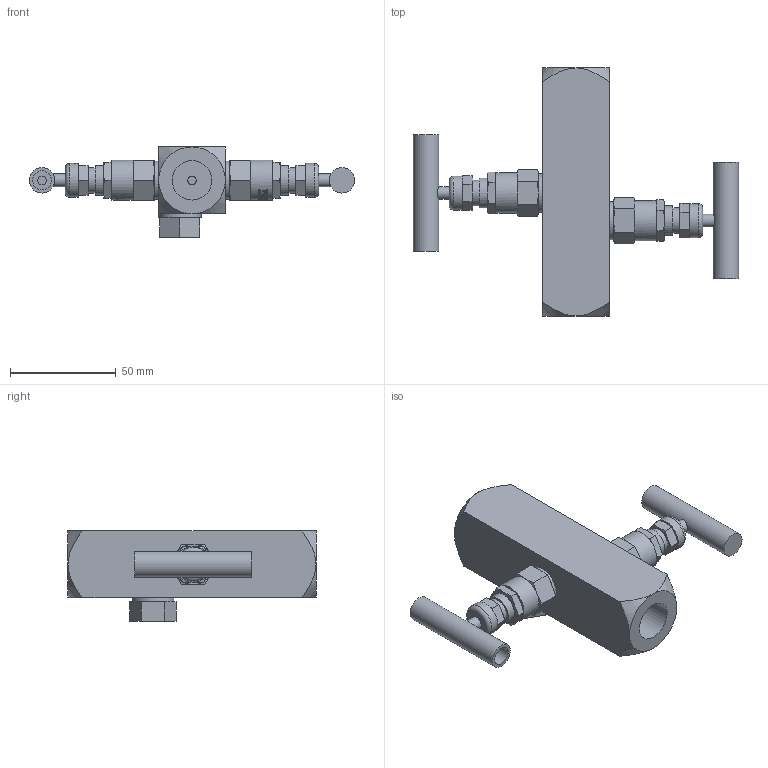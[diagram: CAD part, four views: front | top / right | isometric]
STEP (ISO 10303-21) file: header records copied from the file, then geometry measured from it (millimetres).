
FILE_DESCRIPTION(/* description */ ('SS-2R внутр-внутр'),/* implementation_level */ '2;1');
FILE_NAME(/* name */ 'SS-2R внутр-внутр.stp',/* time_stamp */ '2023-06-07T11:05:53+03:00',/* author */ ('Tech'),/* organization */ (''),/* preprocessor_version */ 'ST-DEVELOPER v18.1',/* originating_system */ 'Autodesk Inventor 2021',/* authorisation */ '');
FILE_SCHEMA (('AUTOMOTIVE_DESIGN { 1 0 10303 214 3 1 1 }'));
Length unit declared in the file: millimetre
Products named in the file (1): SS-2R внутр-внутр
Bounding box: 153.5 x 117 x 42.5 mm (x, y, z)
Volume: 140298.9 mm3; surface area: 31202.7 mm2
Topology: 3 solids, 3 shells, 411 faces, 1025 edges, 665 vertices
Faces by surface type: plane 243, cone 80, cylinder 44, bspline 42, torus 2
Full cylindrical faces by diameter (mm): 2.584 x1, 4 x2, 5.115 x1, 6 x2, 9 x2, 12 x4, 14 x2, 16 x2, 18 x2, 18.631 x2, 19 x2, 20 x1
Entity records: 13070 total; most frequent: CARTESIAN_POINT 3739, ORIENTED_EDGE 2050, DIRECTION 1797, EDGE_CURVE 1025, VERTEX_POINT 665, AXIS2_PLACEMENT_3D 653, LINE 491, VECTOR 491
